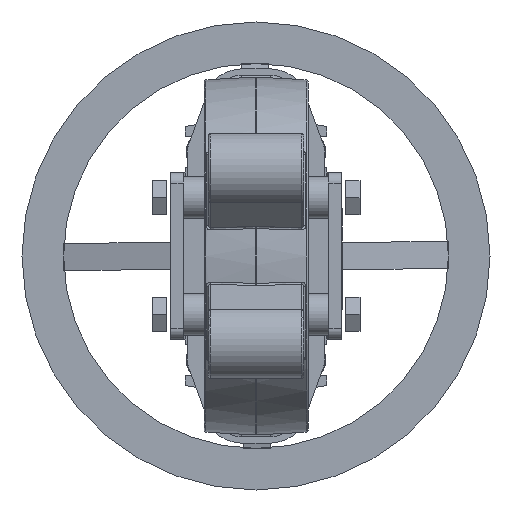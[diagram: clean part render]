
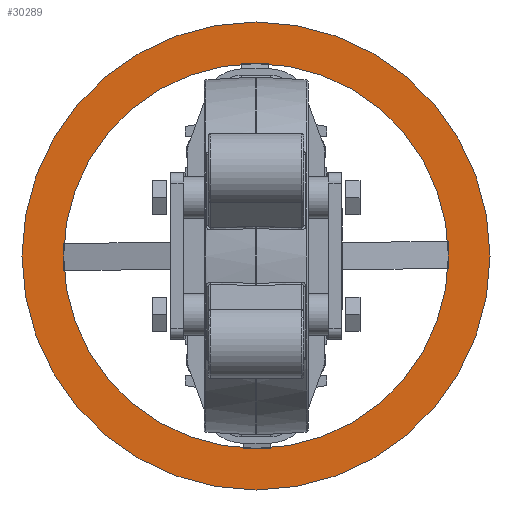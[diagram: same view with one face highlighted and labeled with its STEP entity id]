
A CAD part, front view. The second image highlights one B-rep face of the part: STEP entity #30289.
In plain terms, the highlighted planar face has unit normal (0, -1, 0).
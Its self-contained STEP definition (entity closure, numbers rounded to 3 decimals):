
#4554 = DIRECTION ( 'NONE',  ( 1., 0., 0. ) ) ;
#4555 = DIRECTION ( 'NONE',  ( 0., 1., 0. ) ) ;
#4556 = CARTESIAN_POINT ( 'NONE',  ( 0., 388., 92.5 ) ) ;
#4596 = FACE_OUTER_BOUND ( 'NONE', #30183, .T. ) ;
#4597 = FACE_BOUND ( 'NONE', #30171, .T. ) ;
#4599 = PLANE ( 'NONE',  #4610 ) ;
#4610 = AXIS2_PLACEMENT_3D ( 'NONE', #4556, #4555, #4554 ) ;
#15102 = CARTESIAN_POINT ( 'NONE',  ( -92.5, 388., 0. ) ) ;
#15411 = CARTESIAN_POINT ( 'NONE',  ( 0., 388., 0. ) ) ;
#15571 = DIRECTION ( 'NONE',  ( -1., 0., 0. ) ) ;
#15573 = DIRECTION ( 'NONE',  ( 0., -1., 0. ) ) ;
#15605 = CARTESIAN_POINT ( 'NONE',  ( 92.5, 388., 0. ) ) ;
#15668 = AXIS2_PLACEMENT_3D ( 'NONE', #15411, #15573, #15571 ) ;
#15706 = CARTESIAN_POINT ( 'NONE',  ( 112.5, 388., 0. ) ) ;
#15755 = CIRCLE ( 'NONE', #15668, 92.5 ) ;
#15922 = DIRECTION ( 'NONE',  ( -1., 0., 0. ) ) ;
#15923 = DIRECTION ( 'NONE',  ( 0., -1., 0. ) ) ;
#15924 = AXIS2_PLACEMENT_3D ( 'NONE', #16056, #15923, #15922 ) ;
#15941 = CIRCLE ( 'NONE', #15924, 112.5 ) ;
#16056 = CARTESIAN_POINT ( 'NONE',  ( 0., 388., 0. ) ) ;
#16058 = CARTESIAN_POINT ( 'NONE',  ( -112.5, 388., 0. ) ) ;
#17267 = DIRECTION ( 'NONE',  ( -1., 0., 0. ) ) ;
#17286 = DIRECTION ( 'NONE',  ( 0., -1., 0. ) ) ;
#17291 = AXIS2_PLACEMENT_3D ( 'NONE', #17332, #17286, #17267 ) ;
#17309 = CIRCLE ( 'NONE', #17291, 112.5 ) ;
#17332 = CARTESIAN_POINT ( 'NONE',  ( 0., 388., 0. ) ) ;
#17912 = CIRCLE ( 'NONE', #17913, 92.5 ) ;
#17913 = AXIS2_PLACEMENT_3D ( 'NONE', #18029, #17937, #17935 ) ;
#17935 = DIRECTION ( 'NONE',  ( -1., 0., 0. ) ) ;
#17937 = DIRECTION ( 'NONE',  ( 0., -1., 0. ) ) ;
#18029 = CARTESIAN_POINT ( 'NONE',  ( 0., 388., 0. ) ) ;
#29930 = VERTEX_POINT ( 'NONE', #15102 ) ;
#29966 = EDGE_CURVE ( 'NONE', #29998, #29930, #15755, .T. ) ;
#29989 = VERTEX_POINT ( 'NONE', #15706 ) ;
#29998 = VERTEX_POINT ( 'NONE', #15605 ) ;
#30040 = VERTEX_POINT ( 'NONE', #16058 ) ;
#30041 = EDGE_CURVE ( 'NONE', #30040, #29989, #15941, .T. ) ;
#30065 = ORIENTED_EDGE ( 'NONE', *, *, #29966, .F. ) ;
#30068 = ORIENTED_EDGE ( 'NONE', *, *, #30041, .T. ) ;
#30171 = EDGE_LOOP ( 'NONE', ( #30065, #30197 ) ) ;
#30183 = EDGE_LOOP ( 'NONE', ( #30068, #30246 ) ) ;
#30197 = ORIENTED_EDGE ( 'NONE', *, *, #30212, .F. ) ;
#30212 = EDGE_CURVE ( 'NONE', #29930, #29998, #17912, .T. ) ;
#30230 = EDGE_CURVE ( 'NONE', #29989, #30040, #17309, .T. ) ;
#30246 = ORIENTED_EDGE ( 'NONE', *, *, #30230, .T. ) ;
#30289 = ADVANCED_FACE ( 'NONE', ( #4597, #4596 ), #4599, .F. ) ;
